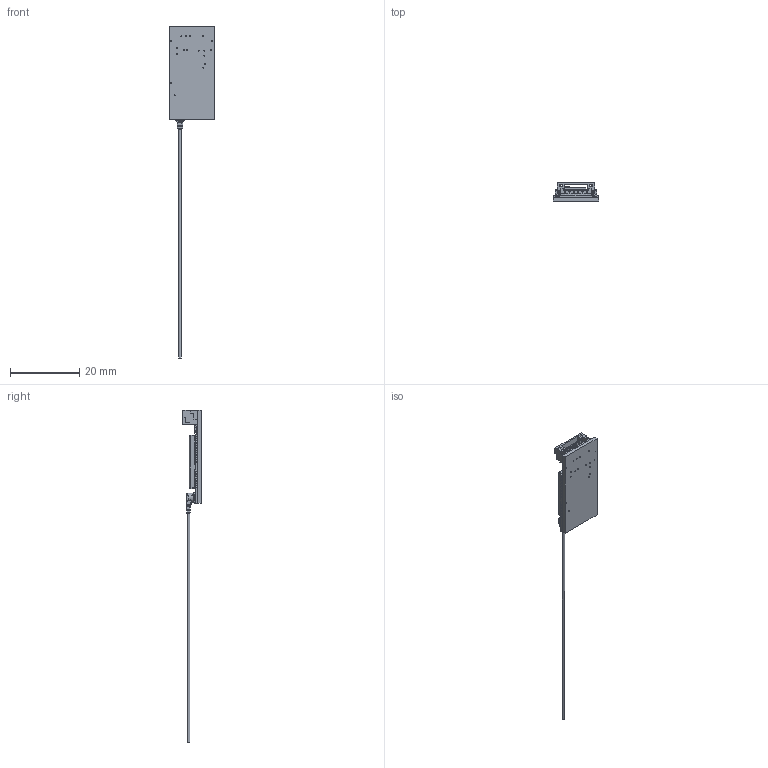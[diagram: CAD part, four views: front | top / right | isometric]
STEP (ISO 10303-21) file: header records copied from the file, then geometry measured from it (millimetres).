
FILE_DESCRIPTION(/* description */ (''),/* implementation_level */ '2;1');
FILE_NAME(/* name */ 'Aero v4.step',/* time_stamp */ '2024-01-24T08:42:18+01:00',/* author */ (''),/* organization */ (''),/* preprocessor_version */ 'ST-DEVELOPER v20',/* originating_system */ 'Autodesk Translation Framework v12.14.0.127',/* authorisation */ '');
FILE_SCHEMA (('AUTOMOTIVE_DESIGN { 1 0 10303 214 3 1 1 }'));
Length unit declared in the file: millimetre
Products named in the file (33): Aero; Aero_r3; Board; TT-SC1b; PCB_SC1b; SC_shield_3D; U.FL-R-SMT-1; SM06B-GHS-TB; LED_0402_G; Grⁿn; Cut006; Cut005; #63081; Pad001; LED_0402_W; Weiss; Cut006_1; Cut005_1; #63087; Pad001_1; R0402; D0402; Pad002; Cut; Pad001_2; C0402; WSON-6_2x2; Body; Pads; ANT_ADSB_UFL; U.FL; C-2015699-1_1_ASM; C-2015699-1_1_1
Assembly tree (34 placements, depth 5):
  Aero
    Aero_r3
      Board
    TT-SC1b
      PCB_SC1b
      SC_shield_3D
      U.FL-R-SMT-1
    SM06B-GHS-TB
    LED_0402_G
      Grⁿn
      Cut006
      Cut005
      #63081
      Pad001
    LED_0402_W
      Weiss
      Cut006_1
      Cut005_1
      #63087
      Pad001_1
    R0402  x2
    D0402
      Pad002
      Cut
      Pad001_2
    C0402  x2
    WSON-6_2x2
      Body
      Pads
    ANT_ADSB_UFL
      U.FL
        C-2015699-1_1_ASM
          C-2015699-1_1_1
Bounding box: 13 x 5.35 x 95.91 mm (x, y, z)
Volume: 722.5 mm3; surface area: 2676.4 mm2
Topology: 47 solids, 47 shells, 2000 faces, 5546 edges, 3660 vertices
Faces by surface type: plane 1578, cylinder 397, cone 12, torus 10, sphere 2, bspline 1
Full cylindrical faces by diameter (mm): 0.2 x1, 0.245 x2, 0.3 x18, 0.5 x1, 0.66 x1, 0.8 x1, 0.81 x1, 1.5 x1, 1.7 x1, 1.86 x1, 1.9 x1, 2 x2, 2.29 x1, 2.69 x1
Entity records: 63325 total; most frequent: CARTESIAN_POINT 11334, ORIENTED_EDGE 10808, DIRECTION 10226, EDGE_CURVE 5404, LINE 4550, VECTOR 4550, VERTEX_POINT 3572, AXIS2_PLACEMENT_3D 2838
